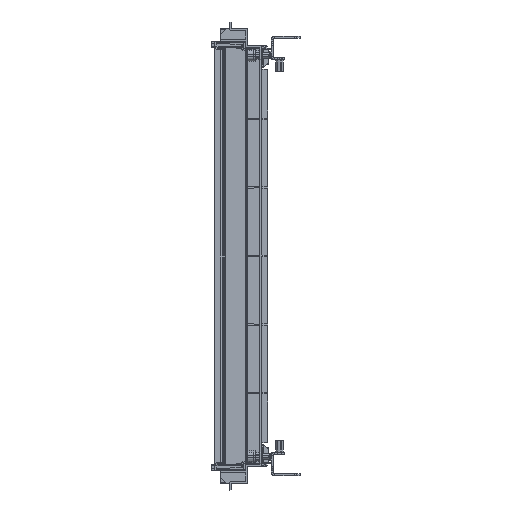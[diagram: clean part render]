
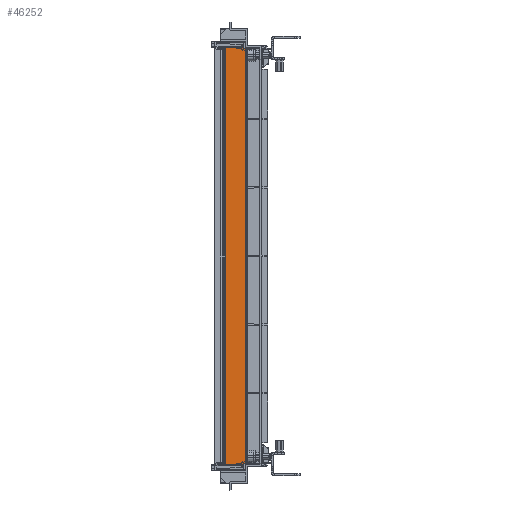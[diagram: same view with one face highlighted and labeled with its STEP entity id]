
A CAD part, front view. The second image highlights one B-rep face of the part: STEP entity #46252.
In plain terms, the highlighted face is planar.
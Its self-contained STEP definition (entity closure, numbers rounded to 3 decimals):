
#5179 = EDGE_CURVE ( 'NONE', #6034, #5992, #21338, .T. ) ;
#5180 = EDGE_CURVE ( 'NONE', #5992, #5734, #21334, .T. ) ;
#5181 = EDGE_CURVE ( 'NONE', #5734, #5733, #21341, .T. ) ;
#5182 = EDGE_CURVE ( 'NONE', #5733, #5759, #21343, .T. ) ;
#5183 = EDGE_CURVE ( 'NONE', #5759, #5943, #21345, .T. ) ;
#5184 = EDGE_CURVE ( 'NONE', #5943, #5697, #21347, .T. ) ;
#5185 = EDGE_CURVE ( 'NONE', #5697, #6094, #21349, .T. ) ;
#5186 = EDGE_CURVE ( 'NONE', #6094, #6034, #21351, .T. ) ;
#5697 = VERTEX_POINT ( 'NONE', #24282 ) ;
#5733 = VERTEX_POINT ( 'NONE', #24318 ) ;
#5734 = VERTEX_POINT ( 'NONE', #24319 ) ;
#5759 = VERTEX_POINT ( 'NONE', #24344 ) ;
#5943 = VERTEX_POINT ( 'NONE', #25637 ) ;
#5992 = VERTEX_POINT ( 'NONE', #25686 ) ;
#6034 = VERTEX_POINT ( 'NONE', #25728 ) ;
#6094 = VERTEX_POINT ( 'NONE', #25788 ) ;
#6455 = ORIENTED_EDGE ( 'NONE', *, *, #5179, .T. ) ;
#6456 = ORIENTED_EDGE ( 'NONE', *, *, #5180, .T. ) ;
#6457 = ORIENTED_EDGE ( 'NONE', *, *, #5181, .T. ) ;
#6458 = ORIENTED_EDGE ( 'NONE', *, *, #5182, .T. ) ;
#6459 = ORIENTED_EDGE ( 'NONE', *, *, #5183, .T. ) ;
#6460 = ORIENTED_EDGE ( 'NONE', *, *, #5184, .T. ) ;
#6461 = ORIENTED_EDGE ( 'NONE', *, *, #5185, .T. ) ;
#6462 = ORIENTED_EDGE ( 'NONE', *, *, #5186, .T. ) ;
#21334 = LINE ( 'NONE', #23432, #21342 ) ;
#21338 = LINE ( 'NONE', #23440, #21340 ) ;
#21340 = VECTOR ( 'NONE', #23442, 1000. ) ;
#21341 = LINE ( 'NONE', #23444, #21344 ) ;
#21342 = VECTOR ( 'NONE', #23443, 1000. ) ;
#21343 = LINE ( 'NONE', #23446, #21346 ) ;
#21344 = VECTOR ( 'NONE', #23445, 1000. ) ;
#21345 = LINE ( 'NONE', #23448, #21348 ) ;
#21346 = VECTOR ( 'NONE', #23447, 1000. ) ;
#21347 = LINE ( 'NONE', #23450, #21350 ) ;
#21348 = VECTOR ( 'NONE', #23449, 1000. ) ;
#21349 = LINE ( 'NONE', #23452, #21352 ) ;
#21350 = VECTOR ( 'NONE', #23451, 1000. ) ;
#21351 = LINE ( 'NONE', #23454, #21354 ) ;
#21352 = VECTOR ( 'NONE', #23453, 1000. ) ;
#21354 = VECTOR ( 'NONE', #23455, 1000. ) ;
#22833 = EDGE_LOOP ( 'NONE', ( #6455, #6456, #6457, #6458, #6459, #6460, #6461, #6462 ) ) ;
#23432 = CARTESIAN_POINT ( 'NONE',  ( 23.983, -28.59, 287.596 ) ) ;
#23440 = CARTESIAN_POINT ( 'NONE',  ( 23.026, -28.573, 288.311 ) ) ;
#23442 = DIRECTION ( 'NONE',  ( -1., 0.017, -0.017 ) ) ;
#23443 = DIRECTION ( 'NONE',  ( 0., 0., -1. ) ) ;
#23444 = CARTESIAN_POINT ( 'NONE',  ( 17.517, -28.477, 286.5 ) ) ;
#23445 = DIRECTION ( 'NONE',  ( -1., 0.017, -0.017 ) ) ;
#23446 = CARTESIAN_POINT ( 'NONE',  ( 18.483, -28.493, -287.5 ) ) ;
#23447 = DIRECTION ( 'NONE',  ( 0., 0., -1. ) ) ;
#23448 = CARTESIAN_POINT ( 'NONE',  ( 23.017, -28.573, -286.596 ) ) ;
#23449 = DIRECTION ( 'NONE',  ( 1., -0.017, -0.017 ) ) ;
#23450 = CARTESIAN_POINT ( 'NONE',  ( 23.983, -28.59, -288.311 ) ) ;
#23451 = DIRECTION ( 'NONE',  ( 0., 0., -1. ) ) ;
#23452 = CARTESIAN_POINT ( 'NONE',  ( 47.526, -29., -288.739 ) ) ;
#23453 = DIRECTION ( 'NONE',  ( 1., -0.017, -0.017 ) ) ;
#23454 = CARTESIAN_POINT ( 'NONE',  ( 47.5, -29., -342.992 ) ) ;
#23455 = DIRECTION ( 'NONE',  ( 0., 0., 1. ) ) ;
#24282 = CARTESIAN_POINT ( 'NONE',  ( 23.983, -28.59, -288.328 ) ) ;
#24318 = CARTESIAN_POINT ( 'NONE',  ( 18.483, -28.493, 286.517 ) ) ;
#24319 = CARTESIAN_POINT ( 'NONE',  ( 23.983, -28.59, 286.613 ) ) ;
#24344 = CARTESIAN_POINT ( 'NONE',  ( 18.483, -28.493, -286.517 ) ) ;
#25637 = CARTESIAN_POINT ( 'NONE',  ( 23.983, -28.59, -286.613 ) ) ;
#25686 = CARTESIAN_POINT ( 'NONE',  ( 23.983, -28.59, 288.328 ) ) ;
#25728 = CARTESIAN_POINT ( 'NONE',  ( 47.5, -29., 288.738 ) ) ;
#25788 = CARTESIAN_POINT ( 'NONE',  ( 47.5, -29., -288.738 ) ) ;
#37407 = AXIS2_PLACEMENT_3D ( 'NONE', #39515, #39524, #39525 ) ;
#39515 = CARTESIAN_POINT ( 'NONE',  ( 47.5, -29., -342.992 ) ) ;
#39522 = PLANE ( 'NONE',  #37407 ) ;
#39524 = DIRECTION ( 'NONE',  ( -0.017, -1., 0. ) ) ;
#39525 = DIRECTION ( 'NONE',  ( 1., -0.017, 0. ) ) ;
#40012 = FACE_OUTER_BOUND ( 'NONE', #22833, .T. ) ;
#46252 = ADVANCED_FACE ( 'NONE', ( #40012 ), #39522, .T. ) ;
